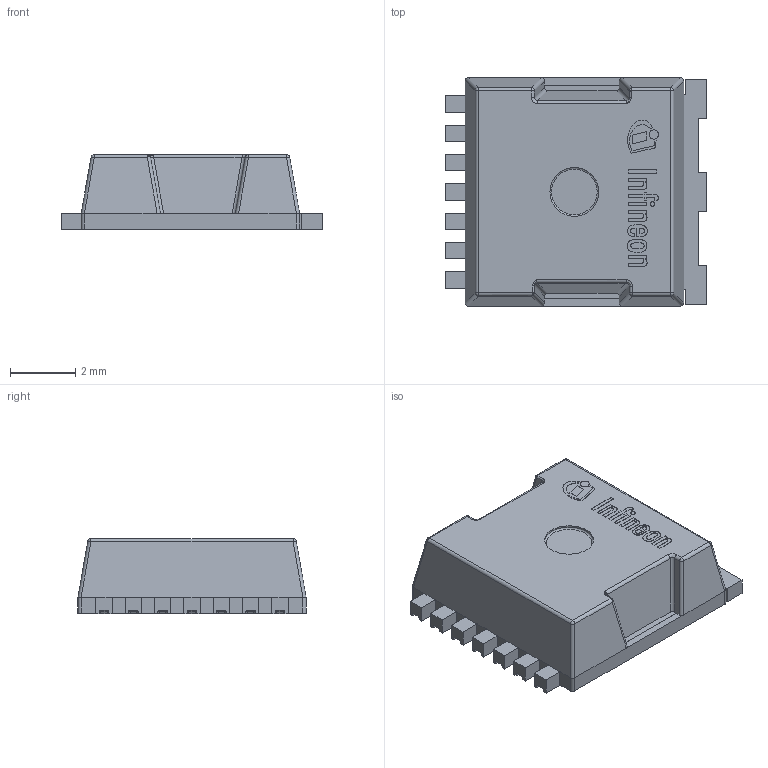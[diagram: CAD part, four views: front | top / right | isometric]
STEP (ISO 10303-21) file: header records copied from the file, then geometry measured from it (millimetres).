
FILE_DESCRIPTION(/* description */ (''),/* implementation_level */ '2;1');
FILE_NAME(/* name */ 'PG-HSOF-7-1_Z8B00189574_V04_3D.stp',/* time_stamp */ '2020-11-25T11:46:34+05:00',/* author */ ('janartha'),/* organization */ (''),/* preprocessor_version */ 'ST-DEVELOPER v16.13',/* originating_system */ 'AutoCAD Mechanical',/* authorisation */ '');
FILE_SCHEMA (('AUTOMOTIVE_DESIGN { 1 0 10303 214 3 1 1 }'));
Length unit declared in the file: millimetre
Products named in the file (1): Product
Bounding box: 8 x 7 x 2.31 mm (x, y, z)
Volume: 99.1 mm3; surface area: 255 mm2
Topology: 21 solids, 21 shells, 388 faces, 942 edges, 589 vertices
Faces by surface type: plane 271, cylinder 64, bspline 32, sphere 20, torus 1
Full cylindrical faces by diameter (mm): 0.142 x1, 0.287 x1, 1.5 x1
Entity records: 11552 total; most frequent: CARTESIAN_POINT 2610, ORIENTED_EDGE 1868, DIRECTION 1751, EDGE_CURVE 934, LINE 751, VECTOR 751, VERTEX_POINT 589, AXIS2_PLACEMENT_3D 500
